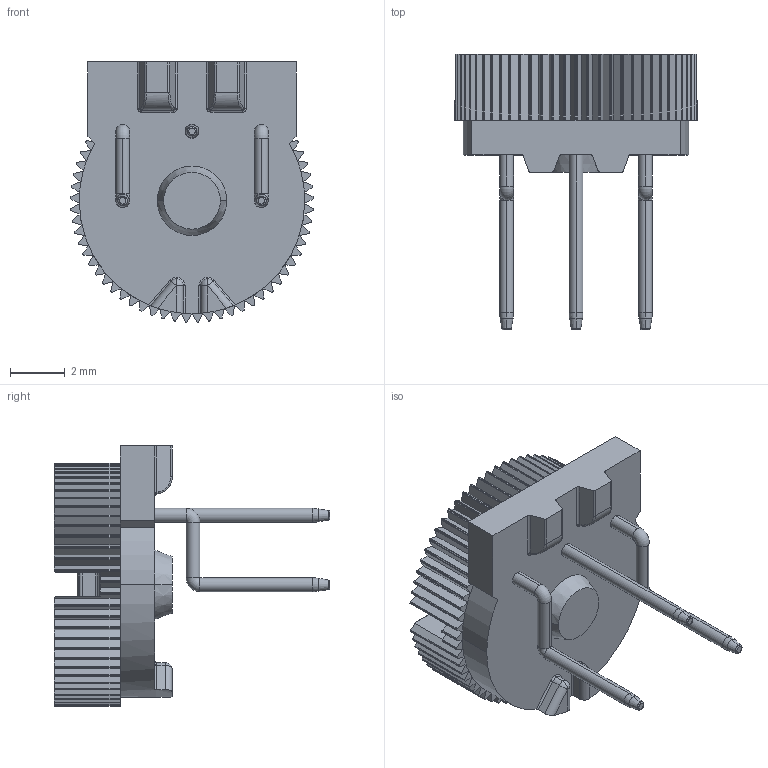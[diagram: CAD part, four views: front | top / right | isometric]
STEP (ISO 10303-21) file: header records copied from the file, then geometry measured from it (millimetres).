
FILE_DESCRIPTION (( 'STEP AP214' ), '1' );
FILE_NAME ('3352P-1-100.STEP', '2021-12-31T20:09:23', ( '' ), ( '' ), 'SwSTEP 2.0', 'SolidWorks 2017', '' );
FILE_SCHEMA (( 'AUTOMOTIVE_DESIGN' ));
Length unit declared in the file: inch
Products named in the file (1): 3352P-1-100
Bounding box: 8.89 x 10.08 x 9.52 mm (x, y, z)
Volume: 223.5 mm3; surface area: 484 mm2
Topology: 5 solids, 5 shells, 498 faces, 1394 edges, 898 vertices
Faces by surface type: cylinder 256, plane 196, torus 20, cone 12, bspline 10, sphere 4
Entity records: 16286 total; most frequent: CARTESIAN_POINT 3055, DIRECTION 2882, ORIENTED_EDGE 2768, EDGE_CURVE 1384, AXIS2_PLACEMENT_3D 1037, VERTEX_POINT 898, LINE 808, VECTOR 808
